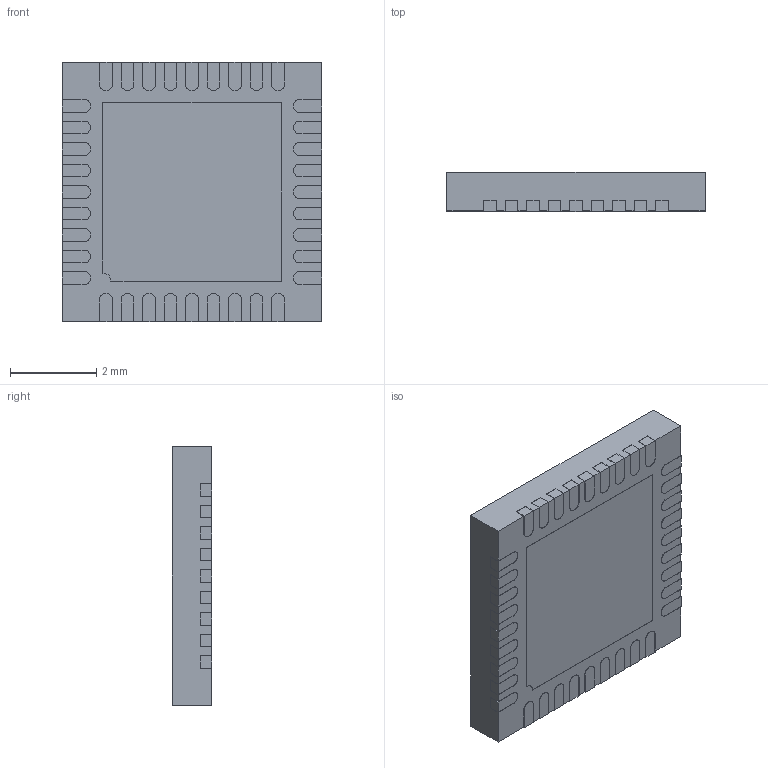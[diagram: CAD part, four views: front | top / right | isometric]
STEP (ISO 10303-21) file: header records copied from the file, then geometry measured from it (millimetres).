
FILE_DESCRIPTION (( 'STEP AP214' ), '1' );
FILE_NAME ('QFN36_0.5mm_6x6.STEP', '2020-04-16T02:46:03', ( 'thomas' ), ( '' ), 'SwSTEP 2.0', 'SolidWorks 2017', '' );
FILE_SCHEMA (( 'AUTOMOTIVE_DESIGN' ));
Length unit declared in the file: millimetre
Products named in the file (1): QFN36_0.5mm_6x6
Bounding box: 6.02 x 0.91 x 6.02 mm (x, y, z)
Volume: 32.6 mm3; surface area: 94.9 mm2
Topology: 1 solids, 1 shells, 240 faces, 708 edges, 472 vertices
Faces by surface type: plane 192, cylinder 46, cone 2
Entity records: 10118 total; most frequent: CARTESIAN_POINT 1421, ORIENTED_EDGE 1416, DIRECTION 1286, EDGE_CURVE 708, VECTOR 612, LINE 612, VERTEX_POINT 472, AXIS2_PLACEMENT_3D 337
